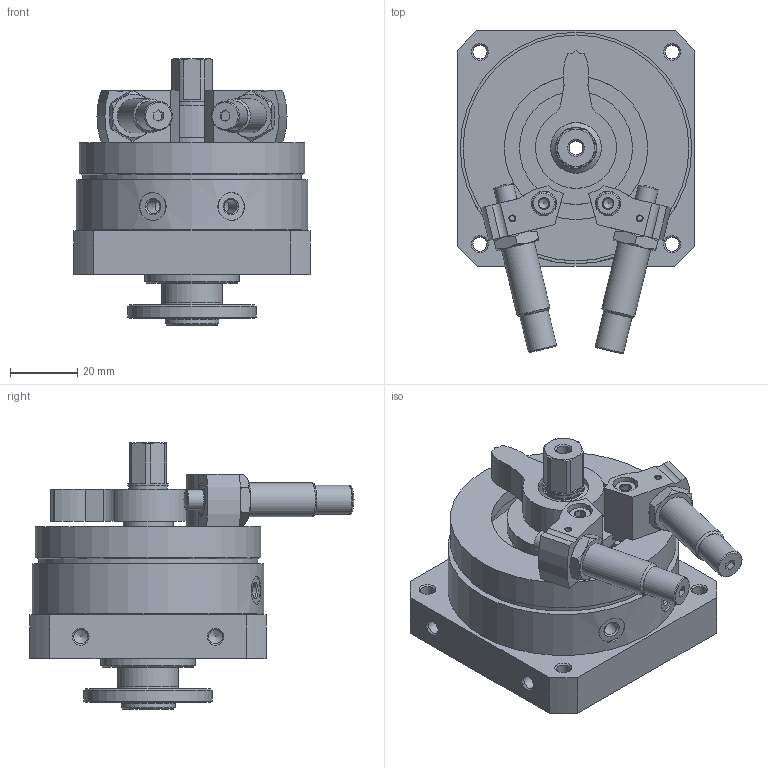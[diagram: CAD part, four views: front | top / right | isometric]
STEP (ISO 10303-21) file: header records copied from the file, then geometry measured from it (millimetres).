
FILE_DESCRIPTION(/* description */ ('STEP AP214'),/* implementation_level */ '2;1');
FILE_NAME(/* name */ '547577_DSM-16-270-CC-FW-A-B',/* time_stamp */ '2024-08-21T18:14:57+02:00',/* author */ ('License CC BY-ND 4.0'),/* organization */ ('CADENAS'),/* preprocessor_version */ 'ST-DEVELOPER v19.3',/* originating_system */ 'PARTsolutions',/* authorisation */ ' ');
FILE_SCHEMA (('AUTOMOTIVE_DESIGN {1 0 10303 214 3 1 1}'));
Length unit declared in the file: millimetre
Products named in the file (9): 547577 DSM-16-270-CC-FW-A-B--(0); 547577 DSM-16-270-CC-FW-A-B_G---(B); 704063 DSM-16-BR---(HZ); 548012 DYSC-7-5-Y1F---(SD_0); 342621 DSM-16_NS; DIN-912 - M4x16(F); 396998 YSRW M10X1-3.5-13; 704062 DSM-16-BL---(HZ); 547577 DSM-16-270-CC-FW-A-B_K---(B)
Assembly tree (12 placements, depth 2):
  547577 DSM-16-270-CC-FW-A-B--(0)
    547577 DSM-16-270-CC-FW-A-B_G---(B)
    704063 DSM-16-BR---(HZ)
    548012 DYSC-7-5-Y1F---(SD_0)  x2
    342621 DSM-16_NS  x2
    DIN-912 - M4x16(F)  x2
    396998 YSRW M10X1-3.5-13  x2
    704062 DSM-16-BL---(HZ)
    547577 DSM-16-270-CC-FW-A-B_K---(B)
Bounding box: 70 x 96.08 x 79 mm (x, y, z)
Volume: 172335.9 mm3; surface area: 48205.2 mm2
Topology: 12 solids, 14 shells, 378 faces, 854 edges, 530 vertices
Faces by surface type: plane 158, cylinder 113, cone 102, torus 3, sphere 2
Full cylindrical faces by diameter (mm): 1.567 x2, 3 x2, 3.242 x6, 4 x2, 4.134 x14, 4.2 x1, 4.5 x6, 6 x4, 7 x2, 7.4 x2, 8.3 x2, 8.6 x2, 8.917 x4, 10 x2, 11.5 x1, 12 x2, 15 x3, 16 x1, 18 x2, 28 x1, 29 x1, 33.5 x1, 38 x1, 42.5 x1, 47 x1, 54 x1, 65 x1, 67 x1, 68.65 x1
Entity records: 8082 total; most frequent: CARTESIAN_POINT 1427, DIRECTION 1421, ORIENTED_EDGE 1064, AXIS2_PLACEMENT_3D 612, EDGE_CURVE 532, FACE_BOUND 514, EDGE_LOOP 505, VERTEX_POINT 414
